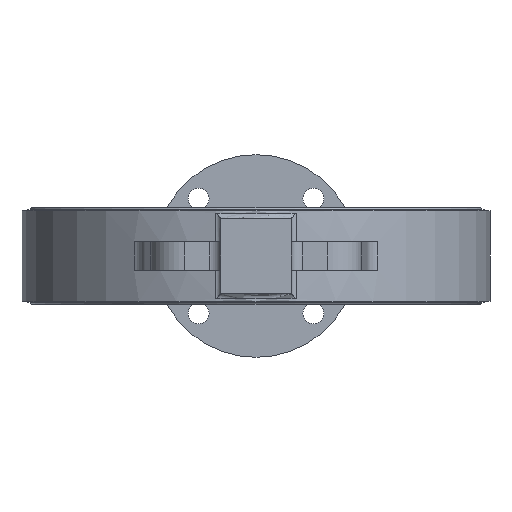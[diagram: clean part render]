
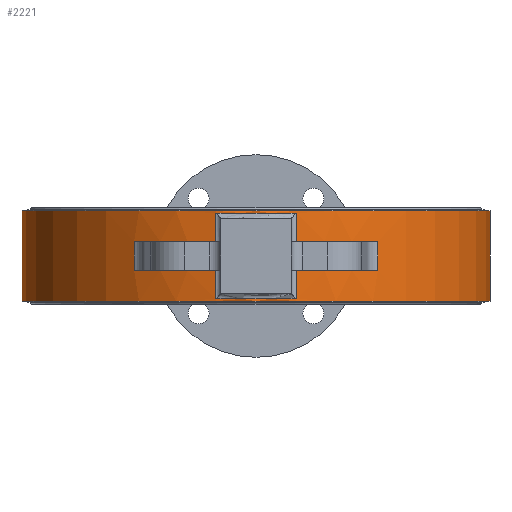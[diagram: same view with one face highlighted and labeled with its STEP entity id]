
A CAD part, front view. The second image highlights one B-rep face of the part: STEP entity #2221.
In plain terms, the highlighted cylindrical face has radius 202 mm (diameter 404 mm), a partial arc.
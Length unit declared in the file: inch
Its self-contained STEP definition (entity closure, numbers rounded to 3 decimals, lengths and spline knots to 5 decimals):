
#7 = DIRECTION ( 'NONE',  ( 0., 0., -1. ) ) ;
#44 = AXIS2_PLACEMENT_3D ( 'NONE', #6046, #1385, #9140 ) ;
#125 = CARTESIAN_POINT ( 'NONE',  ( 4.64492, 0.75863, 13.52466 ) ) ;
#410 = CARTESIAN_POINT ( 'NONE',  ( 1.86504, 1.80567, 12.75694 ) ) ;
#433 = DIRECTION ( 'NONE',  ( 0., 0., -1. ) ) ;
#499 = DIRECTION ( 'NONE',  ( 0., 0., -1. ) ) ;
#700 = CARTESIAN_POINT ( 'NONE',  ( 10.15257, 1.80567, 11.77269 ) ) ;
#735 = CARTESIAN_POINT ( 'NONE',  ( 7.37268, 0.75863, 11.77269 ) ) ;
#797 = CIRCLE ( 'NONE', #15330, 7.95276 ) ;
#996 = EDGE_CURVE ( 'NONE', #12032, #17213, #4377, .T. ) ;
#1110 = LINE ( 'NONE', #7022, #8221 ) ;
#1367 = CARTESIAN_POINT ( 'NONE',  ( 7.37268, 0.75863, 13.72151 ) ) ;
#1385 = DIRECTION ( 'NONE',  ( 0., 0., 1. ) ) ;
#1420 = AXIS2_PLACEMENT_3D ( 'NONE', #16106, #14481, #17491 ) ;
#1515 = CARTESIAN_POINT ( 'NONE',  ( 6.0088, 8.59357, 10.80812 ) ) ;
#1590 = ORIENTED_EDGE ( 'NONE', *, *, #4363, .T. ) ;
#1971 = EDGE_CURVE ( 'NONE', #3322, #10566, #18143, .T. ) ;
#2081 = EDGE_CURVE ( 'NONE', #7358, #12032, #16900, .T. ) ;
#2221 = ADVANCED_FACE ( 'NONE', ( #13320, #10234 ), #2644, .T. ) ;
#2279 = ORIENTED_EDGE ( 'NONE', *, *, #7874, .T. ) ;
#2316 = EDGE_CURVE ( 'NONE', #15313, #12314, #797, .T. ) ;
#2528 = ORIENTED_EDGE ( 'NONE', *, *, #12624, .F. ) ;
#2598 = DIRECTION ( 'NONE',  ( 0., 0., 1. ) ) ;
#2644 = CYLINDRICAL_SURFACE ( 'NONE', #1420, 7.95276 ) ;
#2865 = CARTESIAN_POINT ( 'NONE',  ( -1.94395, 8.59357, 13.80025 ) ) ;
#3090 = DIRECTION ( 'NONE',  ( -1., 0., 0. ) ) ;
#3322 = VERTEX_POINT ( 'NONE', #9684 ) ;
#3760 = CIRCLE ( 'NONE', #14272, 7.95276 ) ;
#3940 = CARTESIAN_POINT ( 'NONE',  ( 10.15257, 1.80567, 13.52466 ) ) ;
#3985 = ORIENTED_EDGE ( 'NONE', *, *, #17974, .T. ) ;
#4075 = CIRCLE ( 'NONE', #44, 7.95276 ) ;
#4123 = CARTESIAN_POINT ( 'NONE',  ( -1.94395, 8.59357, 13.52466 ) ) ;
#4246 = CARTESIAN_POINT ( 'NONE',  ( 7.37268, 0.75863, 12.75694 ) ) ;
#4363 = EDGE_CURVE ( 'NONE', #6896, #16195, #4075, .T. ) ;
#4377 = CIRCLE ( 'NONE', #9941, 7.95276 ) ;
#4722 = DIRECTION ( 'NONE',  ( -1., 0., 0. ) ) ;
#4775 = ORIENTED_EDGE ( 'NONE', *, *, #1971, .F. ) ;
#4830 = VECTOR ( 'NONE', #13025, 39.37008 ) ;
#4832 = ORIENTED_EDGE ( 'NONE', *, *, #2081, .F. ) ;
#4863 = VERTEX_POINT ( 'NONE', #735 ) ;
#5500 = CIRCLE ( 'NONE', #18808, 7.95276 ) ;
#5535 = DIRECTION ( 'NONE',  ( 0., 0., -1. ) ) ;
#5558 = CARTESIAN_POINT ( 'NONE',  ( 13.96156, 8.59357, 13.80025 ) ) ;
#5773 = VECTOR ( 'NONE', #11398, 39.37008 ) ;
#5782 = EDGE_LOOP ( 'NONE', ( #4832, #2528, #15049, #8498 ) ) ;
#6046 = CARTESIAN_POINT ( 'NONE',  ( 6.0088, 8.59357, 13.72151 ) ) ;
#6120 = CARTESIAN_POINT ( 'NONE',  ( 4.64492, 0.75863, 13.72151 ) ) ;
#6284 = DIRECTION ( 'NONE',  ( 0., 0., 1. ) ) ;
#6363 = DIRECTION ( 'NONE',  ( 0., 0., -1. ) ) ;
#6420 = CARTESIAN_POINT ( 'NONE',  ( 6.0088, 8.59357, 12.75694 ) ) ;
#6627 = CARTESIAN_POINT ( 'NONE',  ( 6.0088, 8.59357, 13.80025 ) ) ;
#6896 = VERTEX_POINT ( 'NONE', #6120 ) ;
#6970 = VECTOR ( 'NONE', #9954, 39.37008 ) ;
#7003 = EDGE_CURVE ( 'NONE', #15313, #16119, #11320, .T. ) ;
#7022 = CARTESIAN_POINT ( 'NONE',  ( 7.37268, 0.75863, 13.52466 ) ) ;
#7358 = VERTEX_POINT ( 'NONE', #5558 ) ;
#7583 = CIRCLE ( 'NONE', #14098, 7.95276 ) ;
#7874 = EDGE_CURVE ( 'NONE', #16119, #4863, #19134, .T. ) ;
#7883 = DIRECTION ( 'NONE',  ( -1., 0., 0. ) ) ;
#7890 = EDGE_CURVE ( 'NONE', #12290, #12657, #18809, .T. ) ;
#7982 = DIRECTION ( 'NONE',  ( 0., 0., 1. ) ) ;
#8021 = DIRECTION ( 'NONE',  ( 0., 0., -1. ) ) ;
#8178 = ORIENTED_EDGE ( 'NONE', *, *, #14887, .T. ) ;
#8221 = VECTOR ( 'NONE', #12945, 39.37008 ) ;
#8498 = ORIENTED_EDGE ( 'NONE', *, *, #996, .F. ) ;
#8959 = EDGE_CURVE ( 'NONE', #16195, #12314, #15803, .T. ) ;
#9140 = DIRECTION ( 'NONE',  ( 1., 0., 0. ) ) ;
#9152 = CARTESIAN_POINT ( 'NONE',  ( 7.37268, 0.75863, 10.80812 ) ) ;
#9293 = ORIENTED_EDGE ( 'NONE', *, *, #7890, .T. ) ;
#9383 = CARTESIAN_POINT ( 'NONE',  ( 1.86504, 1.80567, 13.52466 ) ) ;
#9684 = CARTESIAN_POINT ( 'NONE',  ( 4.64492, 0.75863, 12.75694 ) ) ;
#9941 = AXIS2_PLACEMENT_3D ( 'NONE', #10212, #7, #3090 ) ;
#9954 = DIRECTION ( 'NONE',  ( 0., 0., -1. ) ) ;
#9983 = ORIENTED_EDGE ( 'NONE', *, *, #17473, .T. ) ;
#10003 = DIRECTION ( 'NONE',  ( -1., 0., 0. ) ) ;
#10212 = CARTESIAN_POINT ( 'NONE',  ( 6.0088, 8.59357, 10.72938 ) ) ;
#10234 = FACE_BOUND ( 'NONE', #17404, .T. ) ;
#10566 = VERTEX_POINT ( 'NONE', #410 ) ;
#11320 = LINE ( 'NONE', #3940, #13685 ) ;
#11398 = DIRECTION ( 'NONE',  ( 0., 0., -1. ) ) ;
#11490 = CARTESIAN_POINT ( 'NONE',  ( 7.37268, 0.75863, 13.52466 ) ) ;
#11998 = DIRECTION ( 'NONE',  ( -1., 0., 0. ) ) ;
#11999 = CARTESIAN_POINT ( 'NONE',  ( 6.0088, 8.59357, 11.77269 ) ) ;
#12032 = VERTEX_POINT ( 'NONE', #16951 ) ;
#12290 = VERTEX_POINT ( 'NONE', #19082 ) ;
#12314 = VERTEX_POINT ( 'NONE', #4246 ) ;
#12324 = DIRECTION ( 'NONE',  ( 0., 0., 1. ) ) ;
#12411 = CARTESIAN_POINT ( 'NONE',  ( -1.94395, 8.59357, 10.72938 ) ) ;
#12624 = EDGE_CURVE ( 'NONE', #16847, #7358, #5500, .T. ) ;
#12657 = VERTEX_POINT ( 'NONE', #13509 ) ;
#12665 = VERTEX_POINT ( 'NONE', #9152 ) ;
#12923 = VECTOR ( 'NONE', #2598, 39.37008 ) ;
#12945 = DIRECTION ( 'NONE',  ( 0., 0., -1. ) ) ;
#13025 = DIRECTION ( 'NONE',  ( 0., 0., -1. ) ) ;
#13125 = ORIENTED_EDGE ( 'NONE', *, *, #2316, .F. ) ;
#13320 = FACE_OUTER_BOUND ( 'NONE', #5782, .T. ) ;
#13509 = CARTESIAN_POINT ( 'NONE',  ( 4.64492, 0.75863, 11.77269 ) ) ;
#13685 = VECTOR ( 'NONE', #8021, 39.37008 ) ;
#13810 = CARTESIAN_POINT ( 'NONE',  ( 6.0088, 8.59357, 12.75694 ) ) ;
#13932 = ORIENTED_EDGE ( 'NONE', *, *, #14755, .T. ) ;
#14098 = AXIS2_PLACEMENT_3D ( 'NONE', #11999, #14976, #7883 ) ;
#14248 = ORIENTED_EDGE ( 'NONE', *, *, #8959, .T. ) ;
#14272 = AXIS2_PLACEMENT_3D ( 'NONE', #1515, #6363, #11998 ) ;
#14472 = VERTEX_POINT ( 'NONE', #14902 ) ;
#14481 = DIRECTION ( 'NONE',  ( 0., 0., -1. ) ) ;
#14721 = ORIENTED_EDGE ( 'NONE', *, *, #16971, .T. ) ;
#14755 = EDGE_CURVE ( 'NONE', #12665, #12290, #3760, .T. ) ;
#14887 = EDGE_CURVE ( 'NONE', #3322, #6896, #16375, .T. ) ;
#14902 = CARTESIAN_POINT ( 'NONE',  ( 1.86504, 1.80567, 11.77269 ) ) ;
#14976 = DIRECTION ( 'NONE',  ( 0., 0., -1. ) ) ;
#15023 = VECTOR ( 'NONE', #6284, 39.37008 ) ;
#15049 = ORIENTED_EDGE ( 'NONE', *, *, #17132, .T. ) ;
#15313 = VERTEX_POINT ( 'NONE', #16315 ) ;
#15330 = AXIS2_PLACEMENT_3D ( 'NONE', #6420, #499, #16787 ) ;
#15454 = LINE ( 'NONE', #9383, #15023 ) ;
#15803 = LINE ( 'NONE', #11490, #4830 ) ;
#15862 = CARTESIAN_POINT ( 'NONE',  ( 4.64492, 0.75863, 13.52466 ) ) ;
#15998 = AXIS2_PLACEMENT_3D ( 'NONE', #18522, #5535, #10003 ) ;
#16106 = CARTESIAN_POINT ( 'NONE',  ( 6.0088, 8.59357, 13.52466 ) ) ;
#16119 = VERTEX_POINT ( 'NONE', #700 ) ;
#16195 = VERTEX_POINT ( 'NONE', #1367 ) ;
#16315 = CARTESIAN_POINT ( 'NONE',  ( 10.15257, 1.80567, 12.75694 ) ) ;
#16375 = LINE ( 'NONE', #125, #16424 ) ;
#16424 = VECTOR ( 'NONE', #12324, 39.37008 ) ;
#16787 = DIRECTION ( 'NONE',  ( -1., 0., 0. ) ) ;
#16847 = VERTEX_POINT ( 'NONE', #2865 ) ;
#16900 = LINE ( 'NONE', #17196, #5773 ) ;
#16951 = CARTESIAN_POINT ( 'NONE',  ( 13.96156, 8.59357, 10.72938 ) ) ;
#16971 = EDGE_CURVE ( 'NONE', #12657, #14472, #7583, .T. ) ;
#17106 = DIRECTION ( 'NONE',  ( 1., 0., 0. ) ) ;
#17132 = EDGE_CURVE ( 'NONE', #16847, #17213, #17295, .T. ) ;
#17196 = CARTESIAN_POINT ( 'NONE',  ( 13.96156, 8.59357, 13.52466 ) ) ;
#17201 = AXIS2_PLACEMENT_3D ( 'NONE', #13810, #433, #4722 ) ;
#17213 = VERTEX_POINT ( 'NONE', #12411 ) ;
#17295 = LINE ( 'NONE', #4123, #6970 ) ;
#17404 = EDGE_LOOP ( 'NONE', ( #13125, #17840, #2279, #3985, #13932, #9293, #14721, #9983, #4775, #8178, #1590, #14248 ) ) ;
#17473 = EDGE_CURVE ( 'NONE', #14472, #10566, #15454, .T. ) ;
#17491 = DIRECTION ( 'NONE',  ( -1., 0., 0. ) ) ;
#17840 = ORIENTED_EDGE ( 'NONE', *, *, #7003, .T. ) ;
#17974 = EDGE_CURVE ( 'NONE', #4863, #12665, #1110, .T. ) ;
#18143 = CIRCLE ( 'NONE', #17201, 7.95276 ) ;
#18522 = CARTESIAN_POINT ( 'NONE',  ( 6.0088, 8.59357, 11.77269 ) ) ;
#18808 = AXIS2_PLACEMENT_3D ( 'NONE', #6627, #7982, #17106 ) ;
#18809 = LINE ( 'NONE', #15862, #12923 ) ;
#19082 = CARTESIAN_POINT ( 'NONE',  ( 4.64492, 0.75863, 10.80812 ) ) ;
#19134 = CIRCLE ( 'NONE', #15998, 7.95276 ) ;
